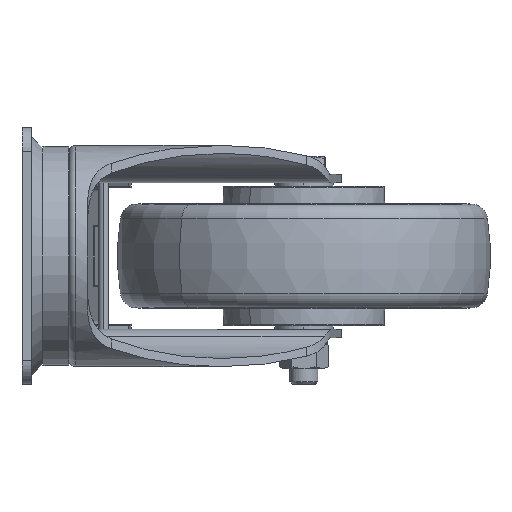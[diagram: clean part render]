
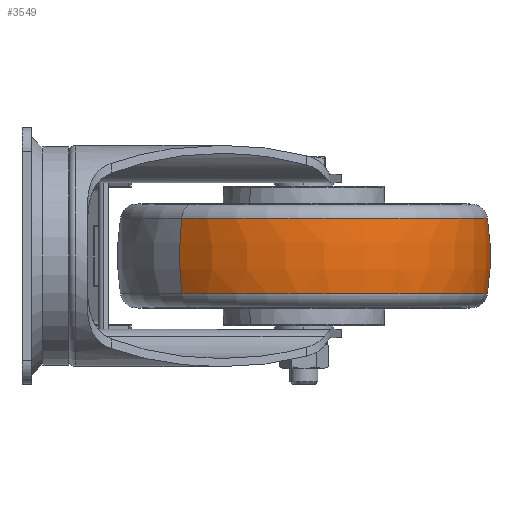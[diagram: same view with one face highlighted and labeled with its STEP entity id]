
A CAD part, left-side view. The second image highlights one B-rep face of the part: STEP entity #3549.
In plain terms, the highlighted toroidal (fillet/blend) face has major radius 30 mm and minor radius 110 mm.
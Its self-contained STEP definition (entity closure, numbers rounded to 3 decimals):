
#392 = CARTESIAN_POINT ( 'NONE',  ( 3.239, -68.515, 16.289 ) ) ;
#863 = DIRECTION ( 'NONE',  ( 0., 0., -1. ) ) ;
#1386 = VERTEX_POINT ( 'NONE', #15324 ) ;
#1430 = AXIS2_PLACEMENT_3D ( 'NONE', #23388, #863, #21129 ) ;
#1564 = AXIS2_PLACEMENT_3D ( 'NONE', #28518, #24173, #26262 ) ;
#2557 = VERTEX_POINT ( 'NONE', #9812 ) ;
#3107 = ORIENTED_EDGE ( 'NONE', *, *, #11115, .F. ) ;
#3260 = DIRECTION ( 'NONE',  ( 0., 0., -1. ) ) ;
#3549 = ADVANCED_FACE ( 'NONE', ( #21941 ), #15270, .T. ) ;
#4459 = AXIS2_PLACEMENT_3D ( 'NONE', #8738, #15904, #17777 ) ;
#4608 = EDGE_LOOP ( 'NONE', ( #5936, #23163, #16454, #3107 ) ) ;
#5471 = VERTEX_POINT ( 'NONE', #8831 ) ;
#5936 = ORIENTED_EDGE ( 'NONE', *, *, #13736, .T. ) ;
#6106 = AXIS2_PLACEMENT_3D ( 'NONE', #28124, #14638, #14838 ) ;
#6729 = CIRCLE ( 'NONE', #1564, 110. ) ;
#8738 = CARTESIAN_POINT ( 'NONE',  ( 39.626, -101.015, 0. ) ) ;
#8831 = CARTESIAN_POINT ( 'NONE',  ( 120.761, -173.485, 16.289 ) ) ;
#9727 = EDGE_CURVE ( 'NONE', #28574, #2557, #6729, .T. ) ;
#9812 = CARTESIAN_POINT ( 'NONE',  ( 3.239, -68.515, -16.289 ) ) ;
#10912 = EDGE_CURVE ( 'NONE', #1386, #2557, #11881, .T. ) ;
#11115 = EDGE_CURVE ( 'NONE', #5471, #1386, #11516, .T. ) ;
#11516 = CIRCLE ( 'NONE', #4459, 110. ) ;
#11881 = CIRCLE ( 'NONE', #1430, 78.787 ) ;
#12327 = CIRCLE ( 'NONE', #6106, 78.787 ) ;
#12382 = DIRECTION ( 'NONE',  ( 0.746, -0.666, 0. ) ) ;
#13736 = EDGE_CURVE ( 'NONE', #5471, #28574, #12327, .T. ) ;
#14638 = DIRECTION ( 'NONE',  ( 0., 0., -1. ) ) ;
#14838 = DIRECTION ( 'NONE',  ( 0.746, -0.666, 0. ) ) ;
#15270 = TOROIDAL_SURFACE ( 'NONE', #24956, -30., 110. ) ;
#15324 = CARTESIAN_POINT ( 'NONE',  ( 120.761, -173.485, -16.289 ) ) ;
#15904 = DIRECTION ( 'NONE',  ( 0.666, 0.746, 0. ) ) ;
#16454 = ORIENTED_EDGE ( 'NONE', *, *, #10912, .F. ) ;
#17777 = DIRECTION ( 'NONE',  ( -0.746, 0.666, 0. ) ) ;
#21129 = DIRECTION ( 'NONE',  ( 0.746, -0.666, 0. ) ) ;
#21941 = FACE_OUTER_BOUND ( 'NONE', #4608, .T. ) ;
#23163 = ORIENTED_EDGE ( 'NONE', *, *, #9727, .T. ) ;
#23388 = CARTESIAN_POINT ( 'NONE',  ( 62., -121., -16.289 ) ) ;
#23503 = CARTESIAN_POINT ( 'NONE',  ( 62., -121., 0. ) ) ;
#24173 = DIRECTION ( 'NONE',  ( -0.666, -0.746, 0. ) ) ;
#24956 = AXIS2_PLACEMENT_3D ( 'NONE', #23503, #3260, #12382 ) ;
#26262 = DIRECTION ( 'NONE',  ( 0.746, -0.666, 0. ) ) ;
#28124 = CARTESIAN_POINT ( 'NONE',  ( 62., -121., 16.289 ) ) ;
#28518 = CARTESIAN_POINT ( 'NONE',  ( 84.374, -140.985, 0. ) ) ;
#28574 = VERTEX_POINT ( 'NONE', #392 ) ;
